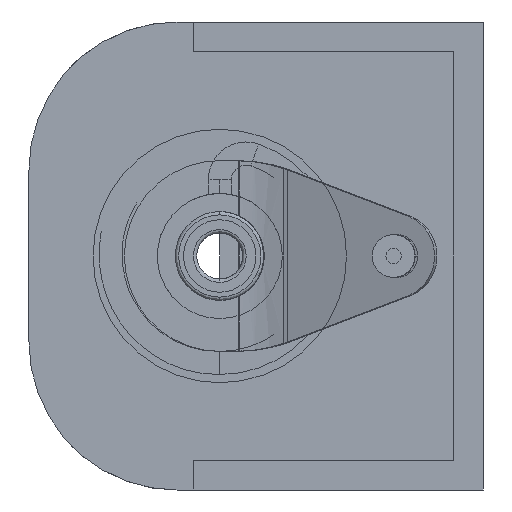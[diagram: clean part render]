
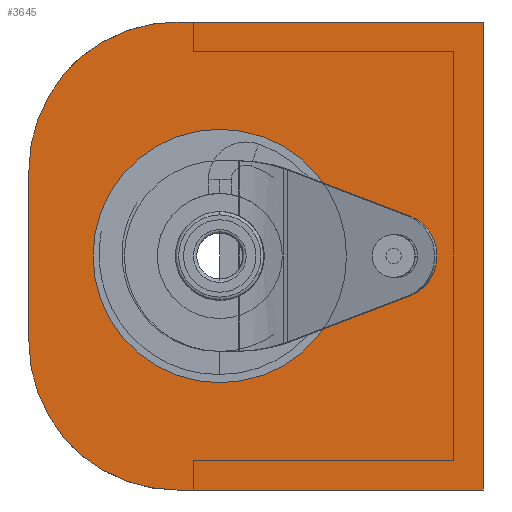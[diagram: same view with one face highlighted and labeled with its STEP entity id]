
A CAD part, left-side view. The second image highlights one B-rep face of the part: STEP entity #3645.
In plain terms, the highlighted planar face has unit normal (-1, 0, 0).
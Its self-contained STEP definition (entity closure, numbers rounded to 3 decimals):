
#130 = AXIS2_PLACEMENT_3D ( 'NONE', #5160, #3800, #8639 ) ;
#349 = LINE ( 'NONE', #8953, #5438 ) ;
#533 = EDGE_CURVE ( 'NONE', #6164, #6574, #5335, .T. ) ;
#542 = CARTESIAN_POINT ( 'NONE',  ( -18.44, 9.3, 7.11 ) ) ;
#773 = CARTESIAN_POINT ( 'NONE',  ( -18.44, 13.8, -2.61 ) ) ;
#883 = AXIS2_PLACEMENT_3D ( 'NONE', #8809, #1922, #3222 ) ;
#921 = EDGE_CURVE ( 'NONE', #3848, #2995, #2629, .T. ) ;
#941 = DIRECTION ( 'NONE',  ( 1., 0., 0. ) ) ;
#988 = CIRCLE ( 'NONE', #7180, 3.85 ) ;
#1175 = EDGE_CURVE ( 'NONE', #8609, #5702, #6393, .T. ) ;
#1303 = ORIENTED_EDGE ( 'NONE', *, *, #8855, .F. ) ;
#1441 = DIRECTION ( 'NONE',  ( 1., 0., 0. ) ) ;
#1646 = CARTESIAN_POINT ( 'NONE',  ( -18.44, 9.3, -7.11 ) ) ;
#1680 = ORIENTED_EDGE ( 'NONE', *, *, #921, .F. ) ;
#1745 = EDGE_CURVE ( 'NONE', #5702, #3848, #4454, .T. ) ;
#1754 = VECTOR ( 'NONE', #2276, 1000. ) ;
#1922 = DIRECTION ( 'NONE',  ( 1., 0., 0. ) ) ;
#1989 = CARTESIAN_POINT ( 'NONE',  ( -18.44, 13.8, 2.61 ) ) ;
#2041 = ORIENTED_EDGE ( 'NONE', *, *, #4411, .F. ) ;
#2164 = ORIENTED_EDGE ( 'NONE', *, *, #7728, .F. ) ;
#2175 = DIRECTION ( 'NONE',  ( 0., 1., 0. ) ) ;
#2260 = EDGE_LOOP ( 'NONE', ( #3994, #6040 ) ) ;
#2276 = DIRECTION ( 'NONE',  ( 0., 0., -1. ) ) ;
#2629 = LINE ( 'NONE', #5591, #6837 ) ;
#2995 = VERTEX_POINT ( 'NONE', #1646 ) ;
#3007 = FACE_OUTER_BOUND ( 'NONE', #5934, .T. ) ;
#3222 = DIRECTION ( 'NONE',  ( 0., 0., 1. ) ) ;
#3280 = CARTESIAN_POINT ( 'NONE',  ( -18.44, 0., 7.11 ) ) ;
#3506 = CARTESIAN_POINT ( 'NONE',  ( -18.44, 9.3, -2.61 ) ) ;
#3557 = CARTESIAN_POINT ( 'NONE',  ( -18.44, 0., 7.11 ) ) ;
#3620 = CARTESIAN_POINT ( 'NONE',  ( -18.44, 8., -3.85 ) ) ;
#3645 = ADVANCED_FACE ( 'NONE', ( #4964, #3007 ), #4473, .T. ) ;
#3736 = DIRECTION ( 'NONE',  ( 0., -1., 0. ) ) ;
#3780 = AXIS2_PLACEMENT_3D ( 'NONE', #3506, #1441, #6274 ) ;
#3800 = DIRECTION ( 'NONE',  ( -1., 0., 0. ) ) ;
#3848 = VERTEX_POINT ( 'NONE', #4842 ) ;
#3911 = CIRCLE ( 'NONE', #883, 4.5 ) ;
#3940 = VERTEX_POINT ( 'NONE', #1989 ) ;
#3994 = ORIENTED_EDGE ( 'NONE', *, *, #533, .T. ) ;
#4065 = DIRECTION ( 'NONE',  ( 0., 0., -1. ) ) ;
#4411 = EDGE_CURVE ( 'NONE', #3940, #8609, #3911, .T. ) ;
#4454 = LINE ( 'NONE', #3557, #1754 ) ;
#4473 = PLANE ( 'NONE',  #130 ) ;
#4825 = DIRECTION ( 'NONE',  ( 1., 0., 0. ) ) ;
#4842 = CARTESIAN_POINT ( 'NONE',  ( -18.44, 0., -7.11 ) ) ;
#4964 = FACE_BOUND ( 'NONE', #2260, .T. ) ;
#5160 = CARTESIAN_POINT ( 'NONE',  ( -18.44, 9.3, 2.61 ) ) ;
#5219 = DIRECTION ( 'NONE',  ( 0., 0., -1. ) ) ;
#5222 = CIRCLE ( 'NONE', #3780, 4.5 ) ;
#5335 = CIRCLE ( 'NONE', #6356, 3.85 ) ;
#5438 = VECTOR ( 'NONE', #8860, 1000. ) ;
#5591 = CARTESIAN_POINT ( 'NONE',  ( -18.44, 0., -7.11 ) ) ;
#5702 = VERTEX_POINT ( 'NONE', #3280 ) ;
#5934 = EDGE_LOOP ( 'NONE', ( #7423, #2041, #2164, #1303, #1680, #8096 ) ) ;
#6040 = ORIENTED_EDGE ( 'NONE', *, *, #7655, .T. ) ;
#6164 = VERTEX_POINT ( 'NONE', #8415 ) ;
#6274 = DIRECTION ( 'NONE',  ( 0., 0., 1. ) ) ;
#6356 = AXIS2_PLACEMENT_3D ( 'NONE', #7842, #941, #5219 ) ;
#6393 = LINE ( 'NONE', #7199, #7924 ) ;
#6574 = VERTEX_POINT ( 'NONE', #3620 ) ;
#6837 = VECTOR ( 'NONE', #2175, 1000. ) ;
#7180 = AXIS2_PLACEMENT_3D ( 'NONE', #7597, #4825, #4065 ) ;
#7199 = CARTESIAN_POINT ( 'NONE',  ( -18.44, 0., 7.11 ) ) ;
#7423 = ORIENTED_EDGE ( 'NONE', *, *, #1175, .F. ) ;
#7597 = CARTESIAN_POINT ( 'NONE',  ( -18.44, 8., 0. ) ) ;
#7655 = EDGE_CURVE ( 'NONE', #6574, #6164, #988, .T. ) ;
#7728 = EDGE_CURVE ( 'NONE', #8837, #3940, #349, .T. ) ;
#7842 = CARTESIAN_POINT ( 'NONE',  ( -18.44, 8., 0. ) ) ;
#7924 = VECTOR ( 'NONE', #3736, 1000. ) ;
#8096 = ORIENTED_EDGE ( 'NONE', *, *, #1745, .F. ) ;
#8415 = CARTESIAN_POINT ( 'NONE',  ( -18.44, 8., 3.85 ) ) ;
#8609 = VERTEX_POINT ( 'NONE', #542 ) ;
#8639 = DIRECTION ( 'NONE',  ( 0., 0., 1. ) ) ;
#8809 = CARTESIAN_POINT ( 'NONE',  ( -18.44, 9.3, 2.61 ) ) ;
#8837 = VERTEX_POINT ( 'NONE', #773 ) ;
#8855 = EDGE_CURVE ( 'NONE', #2995, #8837, #5222, .T. ) ;
#8860 = DIRECTION ( 'NONE',  ( 0., 0., 1. ) ) ;
#8953 = CARTESIAN_POINT ( 'NONE',  ( -18.44, 13.8, 2.61 ) ) ;
